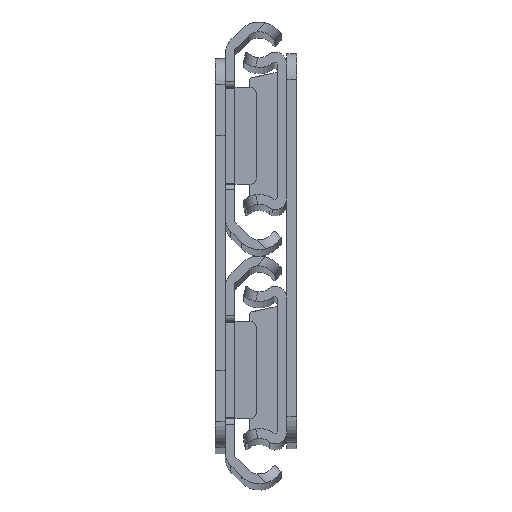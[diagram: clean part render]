
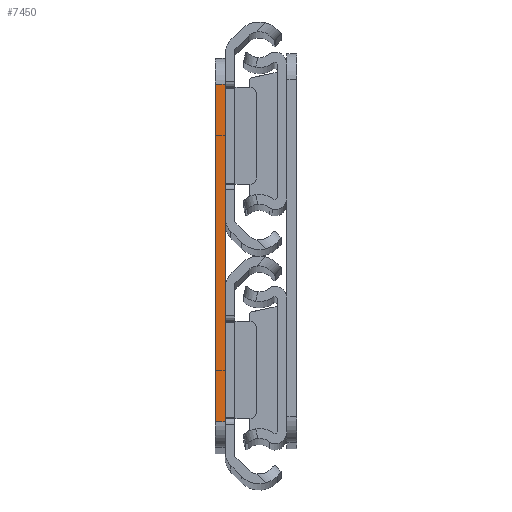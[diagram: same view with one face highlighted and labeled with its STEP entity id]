
A CAD part, top view. The second image highlights one B-rep face of the part: STEP entity #7450.
In plain terms, the highlighted planar face has unit normal (0, 0, 1).
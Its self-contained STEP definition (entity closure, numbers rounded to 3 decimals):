
#139 = CARTESIAN_POINT ( 'NONE',  ( -1.5, 0., 0. ) ) ;
#363 = ORIENTED_EDGE ( 'NONE', *, *, #5591, .F. ) ;
#754 = LINE ( 'NONE', #139, #3874 ) ;
#1110 = VECTOR ( 'NONE', #1906, 1000. ) ;
#1256 = VECTOR ( 'NONE', #6297, 1000. ) ;
#1286 = DIRECTION ( 'NONE',  ( 0., -1., 0. ) ) ;
#1603 = ORIENTED_EDGE ( 'NONE', *, *, #2681, .T. ) ;
#1614 = DIRECTION ( 'NONE',  ( 0., 0., 1. ) ) ;
#1904 = VERTEX_POINT ( 'NONE', #7832 ) ;
#1906 = DIRECTION ( 'NONE',  ( -1., 0., 0. ) ) ;
#2461 = ORIENTED_EDGE ( 'NONE', *, *, #6055, .T. ) ;
#2681 = EDGE_CURVE ( 'NONE', #5798, #1904, #5594, .T. ) ;
#2873 = LINE ( 'NONE', #3566, #6801 ) ;
#3176 = ORIENTED_EDGE ( 'NONE', *, *, #7416, .T. ) ;
#3449 = PLANE ( 'NONE',  #7573 ) ;
#3504 = VERTEX_POINT ( 'NONE', #4448 ) ;
#3529 = DIRECTION ( 'NONE',  ( 1., 0., 0. ) ) ;
#3566 = CARTESIAN_POINT ( 'NONE',  ( -1.5, -26., 0. ) ) ;
#3714 = VERTEX_POINT ( 'NONE', #4576 ) ;
#3874 = VECTOR ( 'NONE', #1286, 1000. ) ;
#4448 = CARTESIAN_POINT ( 'NONE',  ( 0., -26., 0. ) ) ;
#4484 = CARTESIAN_POINT ( 'NONE',  ( 0., 0., 0. ) ) ;
#4576 = CARTESIAN_POINT ( 'NONE',  ( -1.5, -26., 0. ) ) ;
#5013 = CARTESIAN_POINT ( 'NONE',  ( -1.5, 26., 0. ) ) ;
#5591 = EDGE_CURVE ( 'NONE', #5798, #3504, #5722, .T. ) ;
#5594 = LINE ( 'NONE', #5013, #1110 ) ;
#5722 = LINE ( 'NONE', #4484, #1256 ) ;
#5798 = VERTEX_POINT ( 'NONE', #6800 ) ;
#6055 = EDGE_CURVE ( 'NONE', #1904, #3714, #754, .T. ) ;
#6297 = DIRECTION ( 'NONE',  ( 0., -1., 0. ) ) ;
#6633 = FACE_OUTER_BOUND ( 'NONE', #7444, .T. ) ;
#6800 = CARTESIAN_POINT ( 'NONE',  ( 0., 26., 0. ) ) ;
#6801 = VECTOR ( 'NONE', #7855, 1000. ) ;
#7247 = CARTESIAN_POINT ( 'NONE',  ( -1.5, 0., 0. ) ) ;
#7416 = EDGE_CURVE ( 'NONE', #3714, #3504, #2873, .T. ) ;
#7444 = EDGE_LOOP ( 'NONE', ( #2461, #3176, #363, #1603 ) ) ;
#7450 = ADVANCED_FACE ( 'NONE', ( #6633 ), #3449, .T. ) ;
#7573 = AXIS2_PLACEMENT_3D ( 'NONE', #7247, #1614, #3529 ) ;
#7832 = CARTESIAN_POINT ( 'NONE',  ( -1.5, 26., 0. ) ) ;
#7855 = DIRECTION ( 'NONE',  ( 1., 0., 0. ) ) ;
